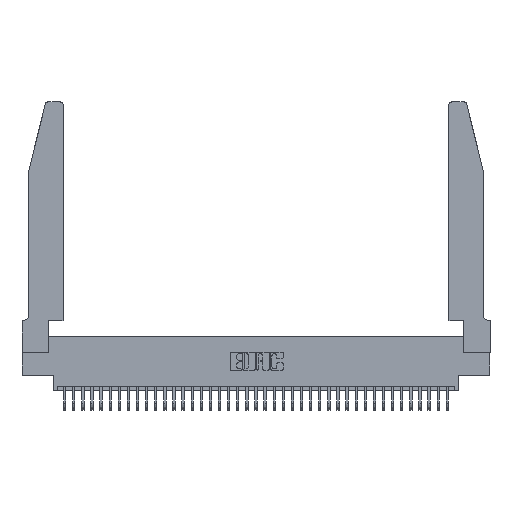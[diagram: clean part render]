
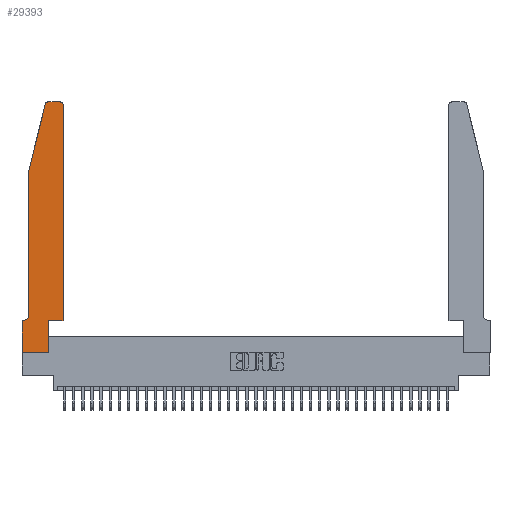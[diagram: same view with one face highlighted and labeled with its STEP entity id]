
A CAD part, top view. The second image highlights one B-rep face of the part: STEP entity #29393.
In plain terms, the highlighted planar face has unit normal (0, 0, 1).
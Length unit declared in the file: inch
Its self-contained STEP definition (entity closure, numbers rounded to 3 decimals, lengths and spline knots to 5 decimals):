
#600 = DIRECTION ( 'NONE',  ( 0., 0., 1. ) ) ;
#915 = VECTOR ( 'NONE', #26698, 39.37008 ) ;
#1033 = ORIENTED_EDGE ( 'NONE', *, *, #28861, .T. ) ;
#1367 = CARTESIAN_POINT ( 'NONE',  ( 0.0755, 2., 0.37 ) ) ;
#1602 = DIRECTION ( 'NONE',  ( -1., 0., 0. ) ) ;
#1627 = FACE_OUTER_BOUND ( 'NONE', #31730, .T. ) ;
#1685 = CARTESIAN_POINT ( 'NONE',  ( 0.4505, 0.35, 0.37 ) ) ;
#1984 = CARTESIAN_POINT ( 'NONE',  ( 0.0755, 2., 0.37 ) ) ;
#2604 = EDGE_CURVE ( 'NONE', #26274, #37313, #21851, .T. ) ;
#2663 = LINE ( 'NONE', #1367, #25401 ) ;
#3100 = AXIS2_PLACEMENT_3D ( 'NONE', #6594, #600, #22287 ) ;
#4151 = VECTOR ( 'NONE', #38381, 39.37008 ) ;
#4447 = DIRECTION ( 'NONE',  ( 0., 0., 1. ) ) ;
#4743 = EDGE_CURVE ( 'NONE', #16785, #26274, #35331, .T. ) ;
#5062 = CARTESIAN_POINT ( 'NONE',  ( 0.25487, 2.72718, 0.37 ) ) ;
#5690 = VERTEX_POINT ( 'NONE', #1685 ) ;
#5798 = ORIENTED_EDGE ( 'NONE', *, *, #26820, .T. ) ;
#5823 = VECTOR ( 'NONE', #25772, 39.37008 ) ;
#5891 = ORIENTED_EDGE ( 'NONE', *, *, #25583, .T. ) ;
#6177 = EDGE_CURVE ( 'NONE', #11753, #31701, #9986, .T. ) ;
#6213 = CARTESIAN_POINT ( 'NONE',  ( 0.0755, 2., 0.37 ) ) ;
#6594 = CARTESIAN_POINT ( 'NONE',  ( 0., 0.35, 0.37 ) ) ;
#7529 = CIRCLE ( 'NONE', #26290, 0.03 ) ;
#7562 = CARTESIAN_POINT ( 'NONE',  ( 0.284, 2.72, 0.37 ) ) ;
#7615 = CARTESIAN_POINT ( 'NONE',  ( 0., 0., 0.37 ) ) ;
#7846 = VERTEX_POINT ( 'NONE', #9757 ) ;
#8151 = ORIENTED_EDGE ( 'NONE', *, *, #11892, .T. ) ;
#8491 = CARTESIAN_POINT ( 'NONE',  ( 0.4505, 2.72, 0.37 ) ) ;
#8642 = CARTESIAN_POINT ( 'NONE',  ( 0.284, 2.75, 0.37 ) ) ;
#8820 = VECTOR ( 'NONE', #24418, 39.37008 ) ;
#9458 = LINE ( 'NONE', #1984, #30893 ) ;
#9498 = AXIS2_PLACEMENT_3D ( 'NONE', #10560, #29443, #26220 ) ;
#9757 = CARTESIAN_POINT ( 'NONE',  ( 0.2865, 0.35, 0.37 ) ) ;
#9986 = CIRCLE ( 'NONE', #14544, 0.07 ) ;
#10560 = CARTESIAN_POINT ( 'NONE',  ( 0.4205, 2.72, 0.37 ) ) ;
#11180 = EDGE_CURVE ( 'NONE', #33277, #29782, #37676, .T. ) ;
#11753 = VERTEX_POINT ( 'NONE', #32139 ) ;
#11776 = EDGE_CURVE ( 'NONE', #7846, #5690, #24979, .T. ) ;
#11892 = EDGE_CURVE ( 'NONE', #29782, #17587, #7529, .T. ) ;
#12829 = ORIENTED_EDGE ( 'NONE', *, *, #14751, .T. ) ;
#12887 = ORIENTED_EDGE ( 'NONE', *, *, #6177, .T. ) ;
#13498 = CARTESIAN_POINT ( 'NONE',  ( 0.4505, 0.35, 0.37 ) ) ;
#14121 = LINE ( 'NONE', #35434, #5823 ) ;
#14124 = EDGE_CURVE ( 'NONE', #5690, #29765, #33517, .T. ) ;
#14544 = AXIS2_PLACEMENT_3D ( 'NONE', #20576, #23700, #26835 ) ;
#14579 = LINE ( 'NONE', #29491, #915 ) ;
#14751 = EDGE_CURVE ( 'NONE', #17587, #27120, #9458, .T. ) ;
#14808 = DIRECTION ( 'NONE',  ( 0., -1., 0. ) ) ;
#16350 = VECTOR ( 'NONE', #1602, 39.37008 ) ;
#16720 = ORIENTED_EDGE ( 'NONE', *, *, #14124, .T. ) ;
#16785 = VERTEX_POINT ( 'NONE', #19947 ) ;
#17587 = VERTEX_POINT ( 'NONE', #5062 ) ;
#17659 = ORIENTED_EDGE ( 'NONE', *, *, #11776, .T. ) ;
#18174 = CARTESIAN_POINT ( 'NONE',  ( 0., 0., 0.37 ) ) ;
#19911 = VECTOR ( 'NONE', #30756, 39.37008 ) ;
#19947 = CARTESIAN_POINT ( 'NONE',  ( 0., 0.35, 0.37 ) ) ;
#20418 = CIRCLE ( 'NONE', #9498, 0.03 ) ;
#20576 = CARTESIAN_POINT ( 'NONE',  ( 0.0055, 0.42, 0.37 ) ) ;
#20969 = ORIENTED_EDGE ( 'NONE', *, *, #4743, .T. ) ;
#21851 = LINE ( 'NONE', #37036, #19911 ) ;
#22287 = DIRECTION ( 'NONE',  ( 1., 0., 0. ) ) ;
#23119 = CARTESIAN_POINT ( 'NONE',  ( 0.2605, 2.75, 0.37 ) ) ;
#23700 = DIRECTION ( 'NONE',  ( 0., 0., -1. ) ) ;
#24418 = DIRECTION ( 'NONE',  ( 0., 1., 0. ) ) ;
#24700 = ORIENTED_EDGE ( 'NONE', *, *, #2604, .T. ) ;
#24979 = LINE ( 'NONE', #13498, #4151 ) ;
#25401 = VECTOR ( 'NONE', #29252, 39.37008 ) ;
#25583 = EDGE_CURVE ( 'NONE', #29765, #33277, #20418, .T. ) ;
#25627 = ORIENTED_EDGE ( 'NONE', *, *, #36866, .T. ) ;
#25772 = DIRECTION ( 'NONE',  ( -1., 0., 0. ) ) ;
#26220 = DIRECTION ( 'NONE',  ( 1., 0., 0. ) ) ;
#26274 = VERTEX_POINT ( 'NONE', #7615 ) ;
#26290 = AXIS2_PLACEMENT_3D ( 'NONE', #7562, #4447, #35890 ) ;
#26698 = DIRECTION ( 'NONE',  ( 0., 1., 0. ) ) ;
#26820 = EDGE_CURVE ( 'NONE', #37313, #7846, #14579, .T. ) ;
#26835 = DIRECTION ( 'NONE',  ( -1., 0., 0. ) ) ;
#27120 = VERTEX_POINT ( 'NONE', #6213 ) ;
#28518 = PLANE ( 'NONE',  #3100 ) ;
#28861 = EDGE_CURVE ( 'NONE', #27120, #11753, #2663, .T. ) ;
#29252 = DIRECTION ( 'NONE',  ( 0., -1., 0. ) ) ;
#29393 = ADVANCED_FACE ( 'NONE', ( #1627 ), #28518, .T. ) ;
#29443 = DIRECTION ( 'NONE',  ( 0., 0., 1. ) ) ;
#29491 = CARTESIAN_POINT ( 'NONE',  ( 0.2865, 0.35, 0.37 ) ) ;
#29765 = VERTEX_POINT ( 'NONE', #8491 ) ;
#29782 = VERTEX_POINT ( 'NONE', #8642 ) ;
#30013 = DIRECTION ( 'NONE',  ( -0.239, -0.971, 0. ) ) ;
#30491 = CARTESIAN_POINT ( 'NONE',  ( 0.4505, 0.35, 0.37 ) ) ;
#30756 = DIRECTION ( 'NONE',  ( 1., 0., 0. ) ) ;
#30893 = VECTOR ( 'NONE', #30013, 39.37008 ) ;
#31701 = VERTEX_POINT ( 'NONE', #38030 ) ;
#31730 = EDGE_LOOP ( 'NONE', ( #32284, #8151, #12829, #1033, #12887, #25627, #20969, #24700, #5798, #17659, #16720, #5891 ) ) ;
#32139 = CARTESIAN_POINT ( 'NONE',  ( 0.0755, 0.42, 0.37 ) ) ;
#32284 = ORIENTED_EDGE ( 'NONE', *, *, #11180, .T. ) ;
#32411 = VECTOR ( 'NONE', #14808, 39.37008 ) ;
#33277 = VERTEX_POINT ( 'NONE', #37523 ) ;
#33517 = LINE ( 'NONE', #30491, #8820 ) ;
#35331 = LINE ( 'NONE', #18174, #32411 ) ;
#35434 = CARTESIAN_POINT ( 'NONE',  ( 0.0755, 0.35, 0.37 ) ) ;
#35890 = DIRECTION ( 'NONE',  ( 1., 0., 0. ) ) ;
#36866 = EDGE_CURVE ( 'NONE', #31701, #16785, #14121, .T. ) ;
#37036 = CARTESIAN_POINT ( 'NONE',  ( 0., 0., 0.37 ) ) ;
#37313 = VERTEX_POINT ( 'NONE', #37397 ) ;
#37397 = CARTESIAN_POINT ( 'NONE',  ( 0.2865, 0., 0.37 ) ) ;
#37523 = CARTESIAN_POINT ( 'NONE',  ( 0.4205, 2.75, 0.37 ) ) ;
#37676 = LINE ( 'NONE', #23119, #16350 ) ;
#38030 = CARTESIAN_POINT ( 'NONE',  ( 0.0055, 0.35, 0.37 ) ) ;
#38381 = DIRECTION ( 'NONE',  ( 1., 0., 0. ) ) ;
